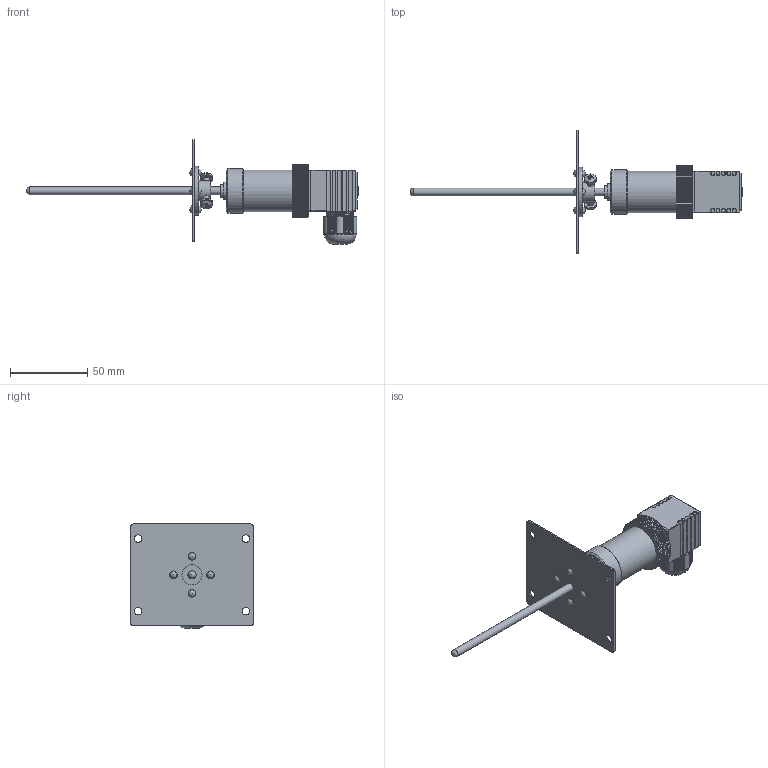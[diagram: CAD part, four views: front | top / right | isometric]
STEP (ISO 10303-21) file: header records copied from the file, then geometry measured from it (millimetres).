
FILE_DESCRIPTION(('STEP AP214'), '1');
FILE_NAME('ﾊﾓﾂﾔ.405210.006.032.ﾕ.ﾕﾕ.D.L.F ﾝﾑﾁ', '', ('UNSPECIFIED'), ('UNSPECIFIED'), 'C3D Converter', 'C3D Toolkit', '');
FILE_SCHEMA(('AUTOMOTIVE_DESIGN { 1 0 10303 214 3 1 1}'));
Length unit declared in the file: millimetre
Products named in the file (32): КУВФ.405210.006.032.Х.ХХ.D.L.F ЭСБ; КУВФ.301156.320.2621.D.L.F; КУВФ.715141.430.3066.45; КУВФ.301121.410.6765.D.L.F; КУВФ.715141.430.869-L; КУВФ.713751.430.3076; КУВФ.713751.430.3073.8; -01; КУВФ.301211.410.1394; КУВФ.711141.430.433; КУВФ.711141.430.431
Assembly tree (45 placements, depth 4):
  КУВФ.405210.006.032.Х.ХХ.D.L.F ЭСБ
    КУВФ.301156.320.2621.D.L.F
      КУВФ.715141.430.3066.45
      КУВФ.301121.410.6765.D.L.F
        КУВФ.715141.430.869-L
        КУВФ.713751.430.3076
        КУВФ.713751.430.3073.8
      (unnamed)
    (unnamed)
      (unnamed)
      -01
      (unnamed)  x3
      (unnamed)
      (unnamed)
      (unnamed)
    (unnamed)
      (unnamed)
      (unnamed)  x4
      (unnamed)  x4
      (unnamed)  x4
      (unnamed)
      (unnamed)
      (unnamed)
      (unnamed)
      (unnamed)
      (unnamed)
    КУВФ.301211.410.1394
      КУВФ.711141.430.433
      КУВФ.711141.430.431
      (unnamed)  x4
      (unnamed)
      (unnamed)
Bounding box: 215.4 x 80 x 67.5 mm (x, y, z)
Volume: 44372.1 mm3; surface area: 60064.5 mm2
Topology: 40 solids, 40 shells, 1986 faces, 5413 edges, 3534 vertices
Faces by surface type: plane 1191, cylinder 632, torus 98, bspline 43, sphere 14, cone 8
Full cylindrical faces by diameter (mm): 1.25 x8, 3 x6, 3.183 x1, 3.242 x2, 3.3 x8, 3.322 x1, 3.999 x1, 4 x8, 4.8 x1, 4.999 x1, 5 x7, 5.1 x1, 5.3 x1, 6 x2, 6.5 x1, 6.6 x1, 6.8 x1, 7.188 x1, 7.5 x2, 8 x3, 9 x1, 9.5 x1, 9.9 x1, 10 x1, 10.3 x1, 10.5 x1, 11 x1, 13 x5, 16.2 x1, 17 x1
Entity records: 112723 total; most frequent: CARTESIAN_POINT 65218, ORIENTED_EDGE 9006, DIRECTION 8537, EDGE_CURVE 4503, VERTEX_POINT 2986, AXIS2_PLACEMENT_3D 2852, LINE 2833, VECTOR 2833
